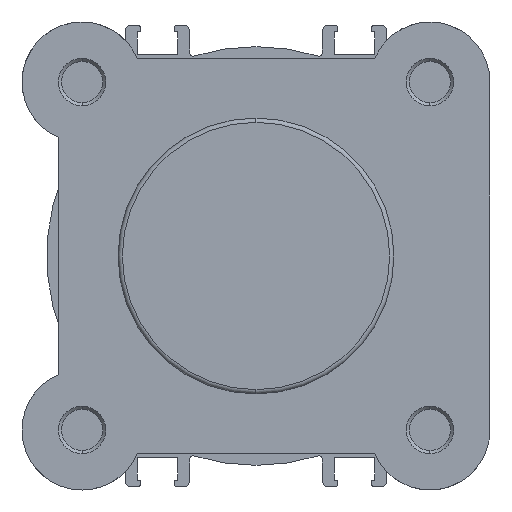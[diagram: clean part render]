
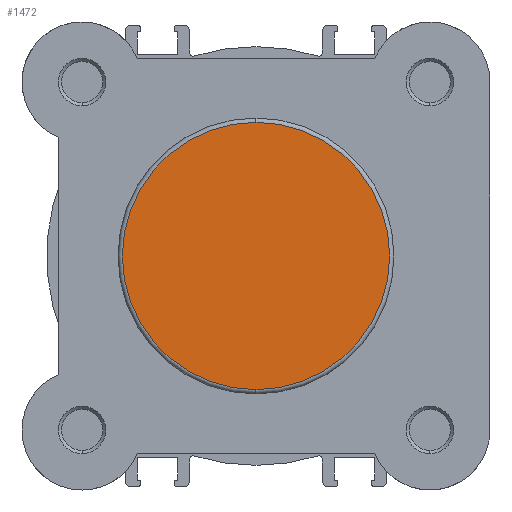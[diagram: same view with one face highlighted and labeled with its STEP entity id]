
A CAD part, left-side view. The second image highlights one B-rep face of the part: STEP entity #1472.
In plain terms, the highlighted planar face has unit normal (-1, 0, 0).
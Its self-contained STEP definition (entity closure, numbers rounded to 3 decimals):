
#1030 = EDGE_CURVE ( 'NONE', #3870, #2159, #5864, .T. ) ;
#1101 = EDGE_CURVE ( 'NONE', #2159, #3870, #5993, .T. ) ;
#1472 = ADVANCED_FACE ( 'NONE', ( #2933 ), #7113, .F. ) ;
#1634 = ORIENTED_EDGE ( 'NONE', *, *, #1030, .T. ) ;
#1880 = ORIENTED_EDGE ( 'NONE', *, *, #1101, .T. ) ;
#1940 = AXIS2_PLACEMENT_3D ( 'NONE', #6187, #6188, #6189 ) ;
#1989 = AXIS2_PLACEMENT_3D ( 'NONE', #6362, #6370, #6371 ) ;
#2159 = VERTEX_POINT ( 'NONE', #4531 ) ;
#2933 = FACE_OUTER_BOUND ( 'NONE', #4918, .T. ) ;
#3463 = AXIS2_PLACEMENT_3D ( 'NONE', #7081, #7120, #7121 ) ;
#3870 = VERTEX_POINT ( 'NONE', #4619 ) ;
#4531 = CARTESIAN_POINT ( 'NONE',  ( 0., 0., -21.7 ) ) ;
#4619 = CARTESIAN_POINT ( 'NONE',  ( 0., 0., 21.7 ) ) ;
#4918 = EDGE_LOOP ( 'NONE', ( #1880, #1634 ) ) ;
#5864 = CIRCLE ( 'NONE', #1940, 21.7 ) ;
#5993 = CIRCLE ( 'NONE', #1989, 21.7 ) ;
#6187 = CARTESIAN_POINT ( 'NONE',  ( 0., 0., 0. ) ) ;
#6188 = DIRECTION ( 'NONE',  ( -1., 0., 0. ) ) ;
#6189 = DIRECTION ( 'NONE',  ( 0., 0., -1. ) ) ;
#6362 = CARTESIAN_POINT ( 'NONE',  ( 0., 0., 0. ) ) ;
#6370 = DIRECTION ( 'NONE',  ( -1., 0., 0. ) ) ;
#6371 = DIRECTION ( 'NONE',  ( 0., 0., -1. ) ) ;
#7081 = CARTESIAN_POINT ( 'NONE',  ( 0., 22.4, 0. ) ) ;
#7113 = PLANE ( 'NONE',  #3463 ) ;
#7120 = DIRECTION ( 'NONE',  ( 1., 0., 0. ) ) ;
#7121 = DIRECTION ( 'NONE',  ( 0., 0., -1. ) ) ;
